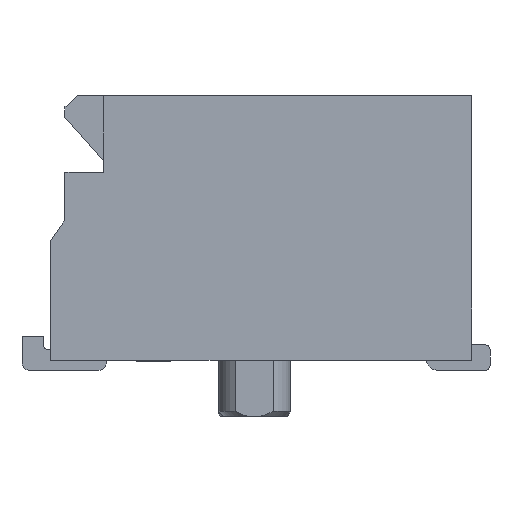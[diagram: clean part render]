
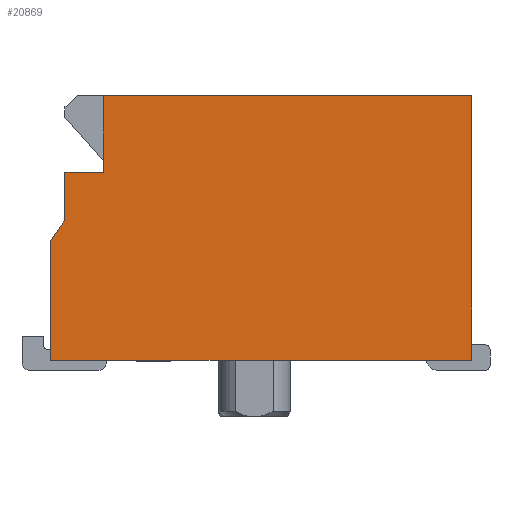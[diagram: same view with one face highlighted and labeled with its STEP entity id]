
A CAD part, front view. The second image highlights one B-rep face of the part: STEP entity #20869.
In plain terms, the highlighted planar face has unit normal (0, -1, 0).
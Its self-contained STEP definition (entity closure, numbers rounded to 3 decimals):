
#1275=FACE_OUTER_BOUND($,#2403,.T.);
#2403=EDGE_LOOP($,(#15957,#15958,#15959,#15960,#15961,#15962,#15963,#15964));
#3712=LINE($,#30244,#6312);
#3921=LINE($,#30925,#6521);
#3929=LINE($,#30941,#6529);
#3967=LINE($,#31020,#6567);
#3975=LINE($,#31034,#6575);
#4379=LINE($,#31881,#6979);
#4386=LINE($,#31895,#6986);
#4389=LINE($,#31901,#6989);
#6312=VECTOR($,#24216,1.5);
#6521=VECTOR($,#24519,2.34);
#6529=VECTOR($,#24529,8.23);
#6567=VECTOR($,#24587,5.17);
#6575=VECTOR($,#24605,7.2);
#6979=VECTOR($,#25471,0.75);
#6986=VECTOR($,#25484,0.93);
#6989=VECTOR($,#25491,0.488);
#8792=VERTEX_POINT($,#30241);
#8793=VERTEX_POINT($,#30243);
#8945=VERTEX_POINT($,#30922);
#8946=VERTEX_POINT($,#30924);
#8953=VERTEX_POINT($,#30939);
#8984=VERTEX_POINT($,#31018);
#9197=VERTEX_POINT($,#31879);
#9201=VERTEX_POINT($,#31893);
#10966=EDGE_CURVE($,#8793,#8792,#3712,.T.);
#11195=EDGE_CURVE($,#8946,#8945,#3921,.T.);
#11203=EDGE_CURVE($,#8945,#8953,#3929,.T.);
#11247=EDGE_CURVE($,#8953,#8984,#3967,.T.);
#11255=EDGE_CURVE($,#8984,#8793,#3975,.T.);
#11687=EDGE_CURVE($,#8792,#9197,#4379,.T.);
#11694=EDGE_CURVE($,#9197,#9201,#4386,.T.);
#11697=EDGE_CURVE($,#9201,#8946,#4389,.T.);
#15957=ORIENTED_EDGE($,*,*,#11203,.T.);
#15958=ORIENTED_EDGE($,*,*,#11247,.T.);
#15959=ORIENTED_EDGE($,*,*,#11255,.T.);
#15960=ORIENTED_EDGE($,*,*,#10966,.T.);
#15961=ORIENTED_EDGE($,*,*,#11687,.T.);
#15962=ORIENTED_EDGE($,*,*,#11694,.T.);
#15963=ORIENTED_EDGE($,*,*,#11697,.T.);
#15964=ORIENTED_EDGE($,*,*,#11195,.T.);
#19964=PLANE($,#22100);
#20869=ADVANCED_FACE($,(#1275),#19964,.T.);
#22100=AXIS2_PLACEMENT_3D($,#31900,#25489,#25490);
#24216=DIRECTION($,(0.,0.,-1.));
#24519=DIRECTION($,(0.,0.,-1.));
#24529=DIRECTION($,(1.,0.,0.));
#24587=DIRECTION($,(0.,0.,1.));
#24605=DIRECTION($,(-1.,0.,0.));
#25471=DIRECTION($,(-1.,0.,0.));
#25484=DIRECTION($,(0.,0.,-1.));
#25489=DIRECTION('center_axis',(0.,-1.,0.));
#25490=DIRECTION('ref_axis',(0.,0.,-1.));
#25491=DIRECTION($,(-0.573,0.,-0.819));
#30241=CARTESIAN_POINT('',(-2.95,-5.5,3.87));
#30243=CARTESIAN_POINT('',(-2.95,-5.5,5.37));
#30244=CARTESIAN_POINT($,(-2.95,-5.5,5.37));
#30922=CARTESIAN_POINT('',(-3.98,-5.5,0.2));
#30924=CARTESIAN_POINT('',(-3.98,-5.5,2.54));
#30925=CARTESIAN_POINT($,(-3.98,-5.5,2.54));
#30939=CARTESIAN_POINT('',(4.25,-5.5,0.2));
#30941=CARTESIAN_POINT($,(-3.98,-5.5,0.2));
#31018=CARTESIAN_POINT('',(4.25,-5.5,5.37));
#31020=CARTESIAN_POINT($,(4.25,-5.5,0.2));
#31034=CARTESIAN_POINT($,(4.25,-5.5,5.37));
#31879=CARTESIAN_POINT('',(-3.7,-5.5,3.87));
#31881=CARTESIAN_POINT($,(-2.95,-5.5,3.87));
#31893=CARTESIAN_POINT('',(-3.7,-5.5,2.94));
#31895=CARTESIAN_POINT($,(-3.7,-5.5,3.87));
#31900=CARTESIAN_POINT('Origin',(-3.98,-5.5,0.2));
#31901=CARTESIAN_POINT($,(-3.7,-5.5,2.94));
